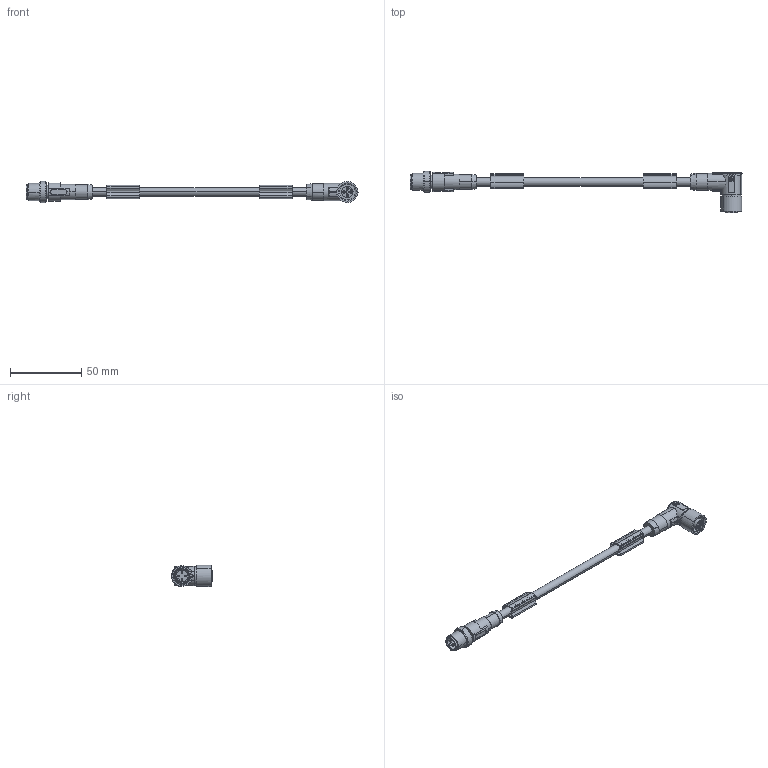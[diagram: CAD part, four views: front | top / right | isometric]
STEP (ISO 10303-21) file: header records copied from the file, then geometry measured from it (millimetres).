
FILE_DESCRIPTION(('SolidDesigner STEP Export'),'2;1');
FILE_NAME('1668535.stp','2011-12-08T 9:15:57',(''),(''),'CoCreate Modeling STEP processor for AP214 (Solid Model)','CoCreate Modeling 16.00A 16-Aug-2008 (C) Parametric Technology GmbH','');
FILE_SCHEMA(('AUTOMOTIVE_DESIGN { 1 0 10303 214 1 1 1 1 }'));
Length unit declared in the file: millimetre
Products named in the file (2): 1668535
Assembly tree (1 placements, depth 2):
  1668535
    1668535
Bounding box: 233.05 x 28.9 x 14.8 mm (x, y, z)
Volume: 16036 mm3; surface area: 11289 mm2
Topology: 1 solids, 1 shells, 422 faces, 1137 edges, 753 vertices
Faces by surface type: cylinder 212, plane 152, cone 29, extrusion 18, bspline 11
Entity records: 19288 total; most frequent: CARTESIAN_POINT 6154, ORIENTED_EDGE 2274, DIRECTION 1770, EDGE_CURVE 1137, VERTEX_POINT 753, AXIS2_PLACEMENT_3D 610, VECTOR 550, LINE 532
